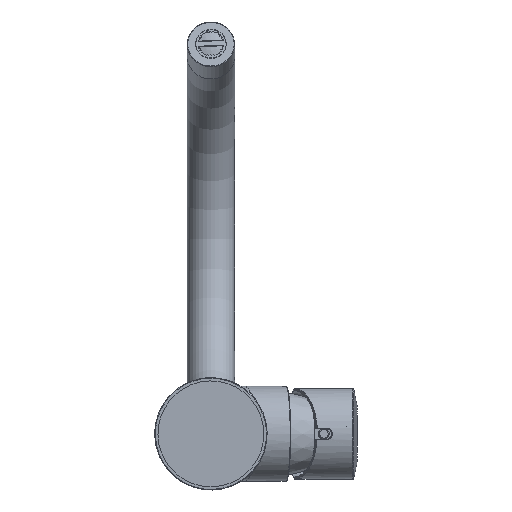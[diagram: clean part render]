
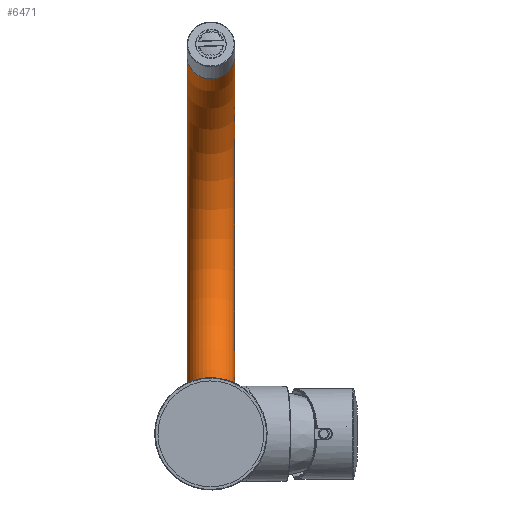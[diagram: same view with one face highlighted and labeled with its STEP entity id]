
A CAD part, front view. The second image highlights one B-rep face of the part: STEP entity #6471.
In plain terms, the highlighted toroidal (fillet/blend) face has major radius 90 mm and minor radius 11 mm.
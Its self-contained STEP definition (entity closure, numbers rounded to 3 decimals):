
#1694=FACE_OUTER_BOUND('',#2057,.T.);
#2057=EDGE_LOOP('',(#4810,#4811,#4812,#4813,#4814,#4815));
#2364=CIRCLE('',#6900,11.);
#2365=CIRCLE('',#6901,11.);
#2373=CIRCLE('',#6912,11.);
#2374=CIRCLE('',#6913,11.);
#2378=CIRCLE('',#6919,79.);
#2755=VERTEX_POINT('',#9795);
#2756=VERTEX_POINT('',#9796);
#2763=VERTEX_POINT('',#9816);
#2764=VERTEX_POINT('',#9818);
#3478=EDGE_CURVE('',#2755,#2756,#2364,.T.);
#3479=EDGE_CURVE('',#2756,#2755,#2365,.T.);
#3489=EDGE_CURVE('',#2764,#2763,#2373,.T.);
#3490=EDGE_CURVE('',#2763,#2764,#2374,.T.);
#3494=EDGE_CURVE('',#2764,#2756,#2378,.T.);
#4810=ORIENTED_EDGE('',*,*,#3490,.T.);
#4811=ORIENTED_EDGE('',*,*,#3494,.T.);
#4812=ORIENTED_EDGE('',*,*,#3478,.F.);
#4813=ORIENTED_EDGE('',*,*,#3479,.F.);
#4814=ORIENTED_EDGE('',*,*,#3494,.F.);
#4815=ORIENTED_EDGE('',*,*,#3489,.T.);
#5991=TOROIDAL_SURFACE('',#6918,90.,11.);
#6471=ADVANCED_FACE('',(#1694),#5991,.T.);
#6900=AXIS2_PLACEMENT_3D('',#9797,#7729,#7730);
#6901=AXIS2_PLACEMENT_3D('',#9798,#7731,#7732);
#6912=AXIS2_PLACEMENT_3D('',#9819,#7755,#7756);
#6913=AXIS2_PLACEMENT_3D('',#9820,#7757,#7758);
#6918=AXIS2_PLACEMENT_3D('',#9827,#7767,#7768);
#6919=AXIS2_PLACEMENT_3D('',#9828,#7769,#7770);
#7729=DIRECTION('center_axis',(0.,-1.,0.));
#7730=DIRECTION('ref_axis',(0.,0.,
1.));
#7731=DIRECTION('center_axis',(0.,-1.,0.));
#7732=DIRECTION('ref_axis',(0.,0.,
1.));
#7755=DIRECTION('center_axis',(0.,0.94,-0.342));
#7756=DIRECTION('ref_axis',(0.,-0.342,-0.94));
#7757=DIRECTION('center_axis',(0.,0.94,-0.342));
#7758=DIRECTION('ref_axis',(0.,-0.342,-0.94));
#7767=DIRECTION('center_axis',(1.,0.,0.));
#7768=DIRECTION('ref_axis',(0.,0.985,-0.174));
#7769=DIRECTION('center_axis',(-1.,0.,0.));
#7770=DIRECTION('ref_axis',(0.,0.985,-0.174));
#9795=CARTESIAN_POINT('',(0.,216.2,-11.));
#9796=CARTESIAN_POINT('',(0.,216.2,11.));
#9797=CARTESIAN_POINT('Origin',(0.,216.2,0.));
#9798=CARTESIAN_POINT('Origin',(0.,216.2,0.));
#9816=CARTESIAN_POINT('',(0.,250.744,184.909));
#9818=CARTESIAN_POINT('',(0.,243.22,164.236));
#9819=CARTESIAN_POINT('Origin',(0.,246.982,174.572));
#9820=CARTESIAN_POINT('Origin',(0.,246.982,174.572));
#9827=CARTESIAN_POINT('Origin',(0.,216.2,90.));
#9828=CARTESIAN_POINT('Origin',(0.,216.2,90.));
